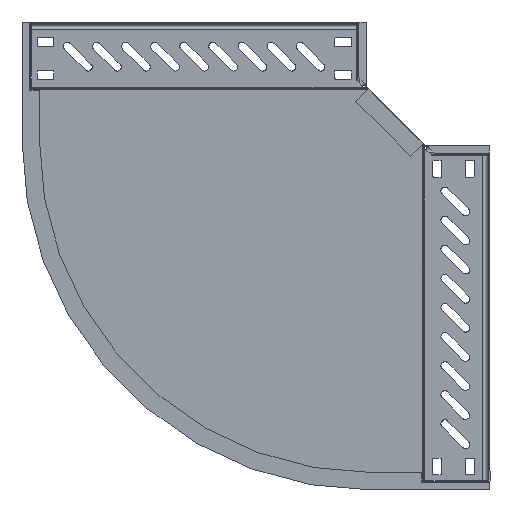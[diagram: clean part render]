
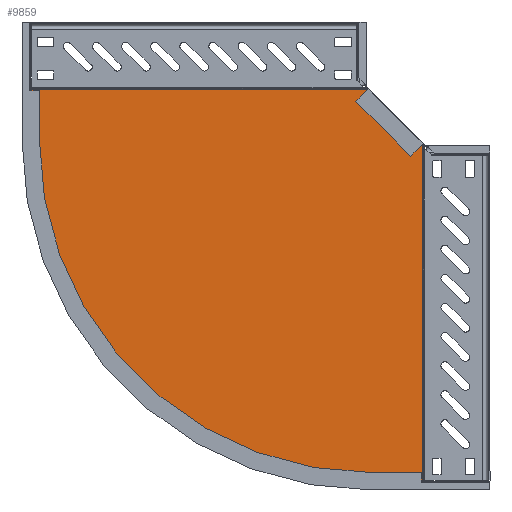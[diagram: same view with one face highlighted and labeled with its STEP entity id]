
A CAD part, front view. The second image highlights one B-rep face of the part: STEP entity #9859.
In plain terms, the highlighted planar face has unit normal (0, -1, 0).
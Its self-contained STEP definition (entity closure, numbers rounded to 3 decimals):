
#268 = PLANE ( 'NONE',  #7559 ) ;
#325 = DIRECTION ( 'NONE',  ( 0., 0., -1. ) ) ;
#593 = CARTESIAN_POINT ( 'NONE',  ( -311.412, -0.75, 24.071 ) ) ;
#603 = VECTOR ( 'NONE', #7532, 1000. ) ;
#788 = ORIENTED_EDGE ( 'NONE', *, *, #2455, .F. ) ;
#840 = LINE ( 'NONE', #6617, #5519 ) ;
#878 = CARTESIAN_POINT ( 'NONE',  ( -19.662, -0.75, -317.912 ) ) ;
#893 = DIRECTION ( 'NONE',  ( 0.707, 0., -0.707 ) ) ;
#1427 = EDGE_CURVE ( 'NONE', #4672, #3206, #7011, .T. ) ;
#1469 = VECTOR ( 'NONE', #1845, 1000. ) ;
#1845 = DIRECTION ( 'NONE',  ( 0., 0., -1. ) ) ;
#1982 = VECTOR ( 'NONE', #8019, 1000. ) ;
#2049 = VECTOR ( 'NONE', #4968, 1000. ) ;
#2054 = LINE ( 'NONE', #7688, #1469 ) ;
#2371 = CARTESIAN_POINT ( 'NONE',  ( -317.912, -0.75, 23.412 ) ) ;
#2378 = EDGE_CURVE ( 'NONE', #4479, #8966, #5684, .T. ) ;
#2412 = CARTESIAN_POINT ( 'NONE',  ( -12.021, -0.75, 12.021 ) ) ;
#2455 = EDGE_CURVE ( 'NONE', #7355, #8881, #7595, .T. ) ;
#2505 = ORIENTED_EDGE ( 'NONE', *, *, #9347, .T. ) ;
#2542 = EDGE_CURVE ( 'NONE', #8881, #6268, #840, .T. ) ;
#2707 = CARTESIAN_POINT ( 'NONE',  ( 23.412, -0.75, -311.412 ) ) ;
#2782 = DIRECTION ( 'NONE',  ( 0., -1., 0. ) ) ;
#2839 = CARTESIAN_POINT ( 'NONE',  ( 24.071, -0.75, -311.412 ) ) ;
#3047 = DIRECTION ( 'NONE',  ( -1., 0., 0. ) ) ;
#3206 = VERTEX_POINT ( 'NONE', #2371 ) ;
#3348 = ORIENTED_EDGE ( 'NONE', *, *, #8959, .F. ) ;
#3534 = FACE_OUTER_BOUND ( 'NONE', #5111, .T. ) ;
#3653 = CIRCLE ( 'NONE', #5738, 298.25 ) ;
#3876 = CARTESIAN_POINT ( 'NONE',  ( 75.912, -0.75, -311.412 ) ) ;
#3880 = EDGE_CURVE ( 'NONE', #5530, #3206, #9759, .T. ) ;
#3897 = DIRECTION ( 'NONE',  ( 0., 0., 1. ) ) ;
#3995 = ORIENTED_EDGE ( 'NONE', *, *, #3880, .T. ) ;
#3996 = CARTESIAN_POINT ( 'NONE',  ( -24.071, -0.75, 24.071 ) ) ;
#4041 = LINE ( 'NONE', #878, #2049 ) ;
#4063 = ORIENTED_EDGE ( 'NONE', *, *, #2542, .F. ) ;
#4138 = CARTESIAN_POINT ( 'NONE',  ( -311.412, -0.75, 23.412 ) ) ;
#4243 = DIRECTION ( 'NONE',  ( 0., 0., -1. ) ) ;
#4479 = VERTEX_POINT ( 'NONE', #2707 ) ;
#4672 = VERTEX_POINT ( 'NONE', #8465 ) ;
#4816 = CARTESIAN_POINT ( 'NONE',  ( 23.412, -0.75, -317.912 ) ) ;
#4902 = ORIENTED_EDGE ( 'NONE', *, *, #10162, .F. ) ;
#4968 = DIRECTION ( 'NONE',  ( 1., 0., 0. ) ) ;
#5111 = EDGE_LOOP ( 'NONE', ( #788, #5512, #2505, #3995, #9085, #4902, #5747, #5863, #3348, #4063 ) ) ;
#5428 = VECTOR ( 'NONE', #3897, 1000. ) ;
#5512 = ORIENTED_EDGE ( 'NONE', *, *, #9100, .T. ) ;
#5519 = VECTOR ( 'NONE', #6783, 1000. ) ;
#5530 = VERTEX_POINT ( 'NONE', #4138 ) ;
#5684 = LINE ( 'NONE', #4816, #5874 ) ;
#5716 = CARTESIAN_POINT ( 'NONE',  ( -19.662, -0.75, -19.662 ) ) ;
#5738 = AXIS2_PLACEMENT_3D ( 'NONE', #5716, #8986, #4243 ) ;
#5747 = ORIENTED_EDGE ( 'NONE', *, *, #7853, .T. ) ;
#5863 = ORIENTED_EDGE ( 'NONE', *, *, #2378, .F. ) ;
#5874 = VECTOR ( 'NONE', #8904, 1000. ) ;
#6268 = VERTEX_POINT ( 'NONE', #2839 ) ;
#6333 = VECTOR ( 'NONE', #3047, 1000. ) ;
#6617 = CARTESIAN_POINT ( 'NONE',  ( 24.071, -0.75, -19.662 ) ) ;
#6770 = CARTESIAN_POINT ( 'NONE',  ( -19.662, -0.75, 24.071 ) ) ;
#6783 = DIRECTION ( 'NONE',  ( 0., 0., -1. ) ) ;
#6881 = VERTEX_POINT ( 'NONE', #8967 ) ;
#7011 = LINE ( 'NONE', #7934, #5428 ) ;
#7254 = CARTESIAN_POINT ( 'NONE',  ( -317.912, -0.75, 23.412 ) ) ;
#7355 = VERTEX_POINT ( 'NONE', #3996 ) ;
#7532 = DIRECTION ( 'NONE',  ( -1., 0., 0. ) ) ;
#7559 = AXIS2_PLACEMENT_3D ( 'NONE', #7854, #2782, #325 ) ;
#7595 = LINE ( 'NONE', #2412, #9184 ) ;
#7688 = CARTESIAN_POINT ( 'NONE',  ( -311.412, -0.75, 75.912 ) ) ;
#7853 = EDGE_CURVE ( 'NONE', #6881, #8966, #4041, .T. ) ;
#7854 = CARTESIAN_POINT ( 'NONE',  ( -19.662, -0.75, -19.662 ) ) ;
#7934 = CARTESIAN_POINT ( 'NONE',  ( -317.912, -0.75, -19.662 ) ) ;
#8019 = DIRECTION ( 'NONE',  ( -1., 0., 0. ) ) ;
#8465 = CARTESIAN_POINT ( 'NONE',  ( -317.912, -0.75, -19.662 ) ) ;
#8881 = VERTEX_POINT ( 'NONE', #10371 ) ;
#8904 = DIRECTION ( 'NONE',  ( 0., 0., -1. ) ) ;
#8959 = EDGE_CURVE ( 'NONE', #6268, #4479, #10528, .T. ) ;
#8966 = VERTEX_POINT ( 'NONE', #10584 ) ;
#8967 = CARTESIAN_POINT ( 'NONE',  ( -19.662, -0.75, -317.912 ) ) ;
#8986 = DIRECTION ( 'NONE',  ( 0., 1., 0. ) ) ;
#9085 = ORIENTED_EDGE ( 'NONE', *, *, #1427, .F. ) ;
#9100 = EDGE_CURVE ( 'NONE', #7355, #9949, #9107, .T. ) ;
#9107 = LINE ( 'NONE', #6770, #603 ) ;
#9184 = VECTOR ( 'NONE', #893, 1000. ) ;
#9347 = EDGE_CURVE ( 'NONE', #9949, #5530, #2054, .T. ) ;
#9759 = LINE ( 'NONE', #7254, #1982 ) ;
#9859 = ADVANCED_FACE ( 'NONE', ( #3534 ), #268, .T. ) ;
#9949 = VERTEX_POINT ( 'NONE', #593 ) ;
#10162 = EDGE_CURVE ( 'NONE', #6881, #4672, #3653, .T. ) ;
#10371 = CARTESIAN_POINT ( 'NONE',  ( 24.071, -0.75, -24.071 ) ) ;
#10528 = LINE ( 'NONE', #3876, #6333 ) ;
#10584 = CARTESIAN_POINT ( 'NONE',  ( 23.412, -0.75, -317.912 ) ) ;
